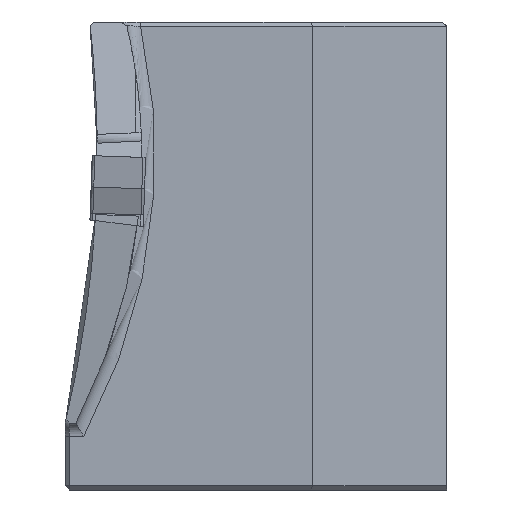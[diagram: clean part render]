
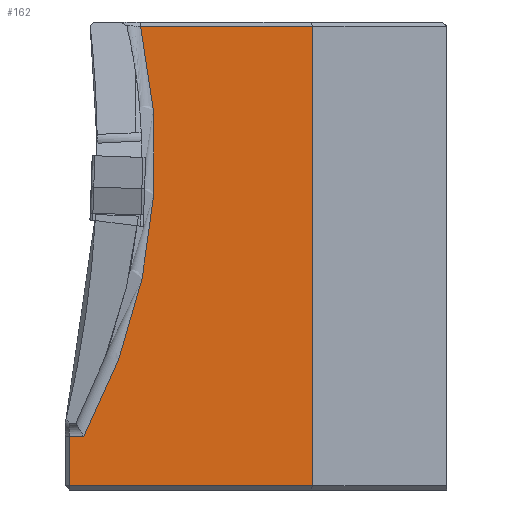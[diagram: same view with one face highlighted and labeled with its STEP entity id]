
A CAD part, left-side view. The second image highlights one B-rep face of the part: STEP entity #162.
In plain terms, the highlighted planar face has unit normal (-1, 0, 0).
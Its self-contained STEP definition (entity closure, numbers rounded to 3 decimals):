
#39=CIRCLE('',#1416,44.);
#162=ADVANCED_FACE('',(#288),#221,.F.);
#221=PLANE('',#1417);
#288=FACE_OUTER_BOUND('',#361,.T.);
#361=EDGE_LOOP('',(#642,#643,#644,#645,#646,#647));
#642=ORIENTED_EDGE('',*,*,#1021,.T.);
#643=ORIENTED_EDGE('',*,*,#1022,.T.);
#644=ORIENTED_EDGE('',*,*,#1023,.T.);
#645=ORIENTED_EDGE('',*,*,#1024,.T.);
#646=ORIENTED_EDGE('',*,*,#1025,.T.);
#647=ORIENTED_EDGE('',*,*,#1026,.T.);
#862=VERTEX_POINT('',#2170);
#863=VERTEX_POINT('',#2171);
#864=VERTEX_POINT('',#2173);
#865=VERTEX_POINT('',#2175);
#866=VERTEX_POINT('',#2177);
#867=VERTEX_POINT('',#2179);
#1021=EDGE_CURVE('',#862,#863,#1168,.T.);
#1022=EDGE_CURVE('',#863,#864,#1169,.T.);
#1023=EDGE_CURVE('',#864,#865,#1170,.T.);
#1024=EDGE_CURVE('',#865,#866,#1171,.T.);
#1025=EDGE_CURVE('',#866,#867,#1172,.T.);
#1026=EDGE_CURVE('',#867,#862,#39,.T.);
#1168=LINE('',#2169,#1309);
#1169=LINE('',#2172,#1310);
#1170=LINE('',#2174,#1311);
#1171=LINE('',#2176,#1312);
#1172=LINE('',#2178,#1313);
#1309=VECTOR('',#1717,1.);
#1310=VECTOR('',#1718,1.);
#1311=VECTOR('',#1719,1.);
#1312=VECTOR('',#1720,1.);
#1313=VECTOR('',#1721,1.);
#1416=AXIS2_PLACEMENT_3D('',#2180,#1722,#1723);
#1417=AXIS2_PLACEMENT_3D('',#2181,#1724,#1725);
#1717=DIRECTION('',(0.,1.,0.));
#1718=DIRECTION('',(0.,0.,-1.));
#1719=DIRECTION('',(0.,-1.,0.));
#1720=DIRECTION('',(0.,0.,1.));
#1721=DIRECTION('',(0.,1.,0.));
#1722=DIRECTION('',(1.,0.,0.));
#1723=DIRECTION('',(0.,0.,-1.));
#1724=DIRECTION('',(1.,0.,0.));
#1725=DIRECTION('',(0.,0.,-1.));
#2169=CARTESIAN_POINT('',(33.,3.5,-21.));
#2170=CARTESIAN_POINT('',(33.,2.135,-21.));
#2171=CARTESIAN_POINT('',(33.,3.2,-21.));
#2172=CARTESIAN_POINT('',(33.,3.2,0.));
#2173=CARTESIAN_POINT('',(33.,3.2,-24.7));
#2174=CARTESIAN_POINT('',(33.,40.8,-24.7));
#2175=CARTESIAN_POINT('',(33.,-15.,-24.7));
#2176=CARTESIAN_POINT('',(33.,-15.,10.));
#2177=CARTESIAN_POINT('',(33.,-15.,9.7));
#2178=CARTESIAN_POINT('',(33.,40.8,9.7));
#2179=CARTESIAN_POINT('',(33.,-2.117,9.7));
#2180=CARTESIAN_POINT('',(33.,40.8,0.));
#2181=CARTESIAN_POINT('',(33.,40.8,0.));
